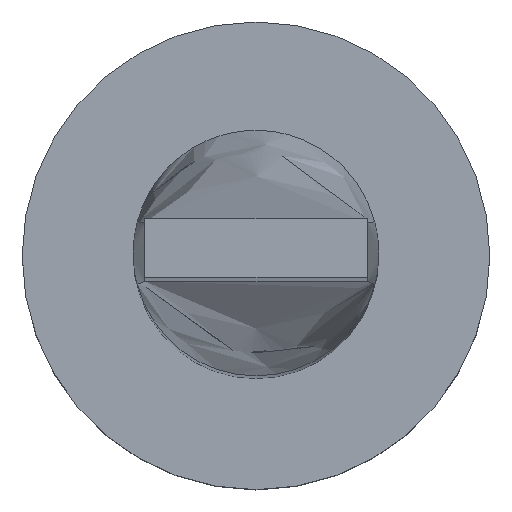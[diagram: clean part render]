
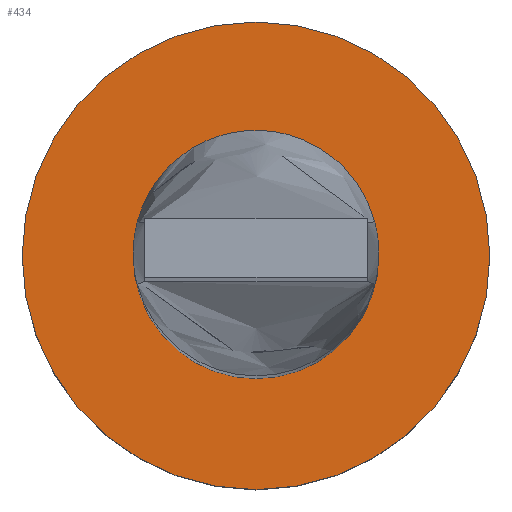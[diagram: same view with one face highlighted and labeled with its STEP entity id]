
A CAD part, top view. The second image highlights one B-rep face of the part: STEP entity #434.
In plain terms, the highlighted planar face has unit normal (0, 0, 1).
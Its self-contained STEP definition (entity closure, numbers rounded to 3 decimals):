
#18 = EDGE_LOOP ( 'NONE', ( #221, #83 ) ) ;
#25 = CIRCLE ( 'NONE', #345, 4. ) ;
#41 = DIRECTION ( 'NONE',  ( 1., 0., 0. ) ) ;
#67 = CARTESIAN_POINT ( 'NONE',  ( -2.1, 0., 3. ) ) ;
#71 = CIRCLE ( 'NONE', #407, 2.1 ) ;
#76 = CARTESIAN_POINT ( 'NONE',  ( 2.1, 0., 3. ) ) ;
#83 = ORIENTED_EDGE ( 'NONE', *, *, #546, .F. ) ;
#108 = CIRCLE ( 'NONE', #420, 4. ) ;
#114 = CARTESIAN_POINT ( 'NONE',  ( 0., 0., 3. ) ) ;
#115 = DIRECTION ( 'NONE',  ( 1., 0., 0. ) ) ;
#144 = AXIS2_PLACEMENT_3D ( 'NONE', #432, #195, #522 ) ;
#147 = VERTEX_POINT ( 'NONE', #231 ) ;
#164 = PLANE ( 'NONE',  #515 ) ;
#169 = VERTEX_POINT ( 'NONE', #76 ) ;
#175 = ORIENTED_EDGE ( 'NONE', *, *, #187, .T. ) ;
#187 = EDGE_CURVE ( 'NONE', #458, #147, #25, .T. ) ;
#195 = DIRECTION ( 'NONE',  ( 0., 0., 1. ) ) ;
#208 = EDGE_CURVE ( 'NONE', #147, #458, #108, .T. ) ;
#221 = ORIENTED_EDGE ( 'NONE', *, *, #451, .F. ) ;
#231 = CARTESIAN_POINT ( 'NONE',  ( 4., 0., 3. ) ) ;
#245 = DIRECTION ( 'NONE',  ( 1., 0., 0. ) ) ;
#295 = CARTESIAN_POINT ( 'NONE',  ( 0., 0., 3. ) ) ;
#331 = CIRCLE ( 'NONE', #144, 2.1 ) ;
#336 = CARTESIAN_POINT ( 'NONE',  ( 0., 0., 3. ) ) ;
#337 = DIRECTION ( 'NONE',  ( 1., 0., 0. ) ) ;
#339 = DIRECTION ( 'NONE',  ( 0., 0., 1. ) ) ;
#344 = ORIENTED_EDGE ( 'NONE', *, *, #208, .T. ) ;
#345 = AXIS2_PLACEMENT_3D ( 'NONE', #295, #577, #115 ) ;
#393 = FACE_BOUND ( 'NONE', #18, .T. ) ;
#397 = FACE_OUTER_BOUND ( 'NONE', #544, .T. ) ;
#407 = AXIS2_PLACEMENT_3D ( 'NONE', #572, #339, #245 ) ;
#420 = AXIS2_PLACEMENT_3D ( 'NONE', #336, #482, #337 ) ;
#432 = CARTESIAN_POINT ( 'NONE',  ( 0., 0., 3. ) ) ;
#434 = ADVANCED_FACE ( 'NONE', ( #393, #397 ), #164, .T. ) ;
#438 = CARTESIAN_POINT ( 'NONE',  ( -4., 0., 3. ) ) ;
#449 = DIRECTION ( 'NONE',  ( 0., 0., 1. ) ) ;
#451 = EDGE_CURVE ( 'NONE', #531, #169, #71, .T. ) ;
#458 = VERTEX_POINT ( 'NONE', #438 ) ;
#482 = DIRECTION ( 'NONE',  ( 0., 0., 1. ) ) ;
#515 = AXIS2_PLACEMENT_3D ( 'NONE', #114, #449, #41 ) ;
#522 = DIRECTION ( 'NONE',  ( 1., 0., 0. ) ) ;
#531 = VERTEX_POINT ( 'NONE', #67 ) ;
#544 = EDGE_LOOP ( 'NONE', ( #175, #344 ) ) ;
#546 = EDGE_CURVE ( 'NONE', #169, #531, #331, .T. ) ;
#572 = CARTESIAN_POINT ( 'NONE',  ( 0., 0., 3. ) ) ;
#577 = DIRECTION ( 'NONE',  ( 0., 0., 1. ) ) ;
